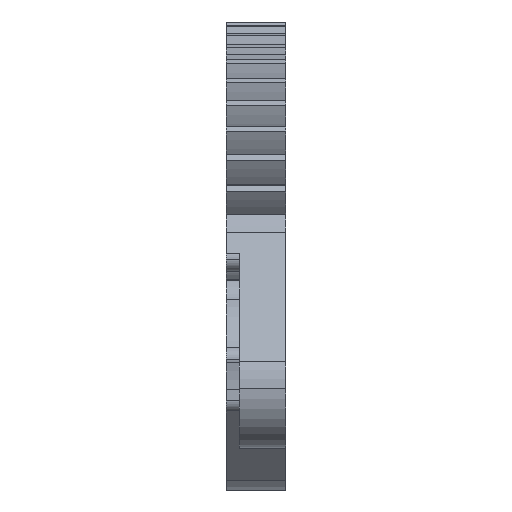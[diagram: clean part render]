
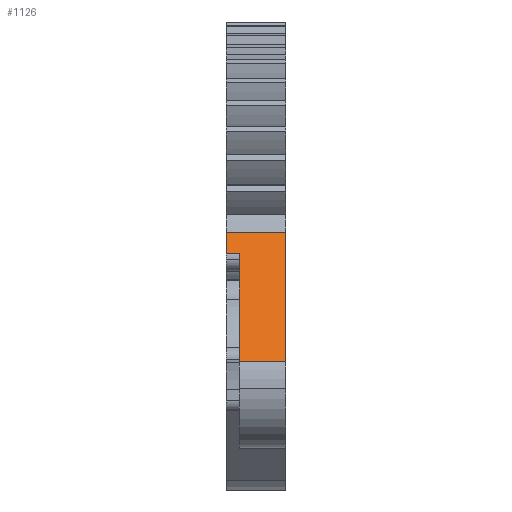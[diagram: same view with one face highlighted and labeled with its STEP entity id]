
A CAD part, top view. The second image highlights one B-rep face of the part: STEP entity #1126.
In plain terms, the highlighted planar face has unit normal (0, 0.46, 0.888).
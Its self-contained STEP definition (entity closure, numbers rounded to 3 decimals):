
#25 = VECTOR ( 'NONE', #4043, 1000. ) ;
#47 = FACE_OUTER_BOUND ( 'NONE', #4104, .T. ) ;
#75 = CARTESIAN_POINT ( 'NONE',  ( 0., 26.459, 51.049 ) ) ;
#135 = VERTEX_POINT ( 'NONE', #4878 ) ;
#195 = ORIENTED_EDGE ( 'NONE', *, *, #2738, .F. ) ;
#286 = DIRECTION ( 'NONE',  ( -1., 0., 0. ) ) ;
#333 = EDGE_CURVE ( 'NONE', #3447, #4340, #1246, .T. ) ;
#346 = DIRECTION ( 'NONE',  ( 1., 0., 0. ) ) ;
#560 = LINE ( 'NONE', #3251, #25 ) ;
#610 = VECTOR ( 'NONE', #346, 1000. ) ;
#902 = VECTOR ( 'NONE', #4306, 1000. ) ;
#980 = DIRECTION ( 'NONE',  ( 0., 0.888, -0.46 ) ) ;
#989 = CARTESIAN_POINT ( 'NONE',  ( 0., 22.797, 52.948 ) ) ;
#1126 = ADVANCED_FACE ( 'NONE', ( #47 ), #1785, .F. ) ;
#1226 = CARTESIAN_POINT ( 'NONE',  ( 10., 4.602, 62.378 ) ) ;
#1246 = LINE ( 'NONE', #2035, #902 ) ;
#1471 = ORIENTED_EDGE ( 'NONE', *, *, #333, .T. ) ;
#1549 = CARTESIAN_POINT ( 'NONE',  ( 2.2, 4.602, 62.378 ) ) ;
#1785 = PLANE ( 'NONE',  #2440 ) ;
#1804 = EDGE_CURVE ( 'NONE', #3765, #3447, #2938, .T. ) ;
#1828 = CARTESIAN_POINT ( 'NONE',  ( 10., 26.459, 51.049 ) ) ;
#1930 = EDGE_CURVE ( 'NONE', #3289, #135, #4205, .T. ) ;
#2035 = CARTESIAN_POINT ( 'NONE',  ( 0., 4.602, 62.378 ) ) ;
#2261 = LINE ( 'NONE', #3420, #610 ) ;
#2440 = AXIS2_PLACEMENT_3D ( 'NONE', #4042, #2491, #980 ) ;
#2491 = DIRECTION ( 'NONE',  ( 0., -0.46, -0.888 ) ) ;
#2534 = VECTOR ( 'NONE', #4339, 1000. ) ;
#2651 = EDGE_CURVE ( 'NONE', #4340, #135, #2261, .T. ) ;
#2738 = EDGE_CURVE ( 'NONE', #3765, #3242, #3199, .T. ) ;
#2928 = VECTOR ( 'NONE', #286, 1000. ) ;
#2938 = LINE ( 'NONE', #1828, #2928 ) ;
#2982 = ORIENTED_EDGE ( 'NONE', *, *, #4699, .F. ) ;
#3160 = DIRECTION ( 'NONE',  ( 0., 0.888, -0.46 ) ) ;
#3199 = LINE ( 'NONE', #1226, #2534 ) ;
#3242 = VERTEX_POINT ( 'NONE', #4873 ) ;
#3251 = CARTESIAN_POINT ( 'NONE',  ( 10., 4.602, 62.378 ) ) ;
#3289 = VERTEX_POINT ( 'NONE', #4224 ) ;
#3420 = CARTESIAN_POINT ( 'NONE',  ( 10., 22.797, 52.948 ) ) ;
#3437 = CARTESIAN_POINT ( 'NONE',  ( 10., 26.459, 51.049 ) ) ;
#3447 = VERTEX_POINT ( 'NONE', #75 ) ;
#3636 = VECTOR ( 'NONE', #3160, 1000. ) ;
#3765 = VERTEX_POINT ( 'NONE', #3437 ) ;
#3886 = ORIENTED_EDGE ( 'NONE', *, *, #1930, .F. ) ;
#4042 = CARTESIAN_POINT ( 'NONE',  ( 10., 4.602, 62.378 ) ) ;
#4043 = DIRECTION ( 'NONE',  ( -1., 0., 0. ) ) ;
#4104 = EDGE_LOOP ( 'NONE', ( #1471, #4790, #3886, #2982, #195, #4158 ) ) ;
#4158 = ORIENTED_EDGE ( 'NONE', *, *, #1804, .T. ) ;
#4205 = LINE ( 'NONE', #1549, #3636 ) ;
#4224 = CARTESIAN_POINT ( 'NONE',  ( 2.2, 4.602, 62.378 ) ) ;
#4306 = DIRECTION ( 'NONE',  ( 0., -0.888, 0.46 ) ) ;
#4339 = DIRECTION ( 'NONE',  ( 0., -0.888, 0.46 ) ) ;
#4340 = VERTEX_POINT ( 'NONE', #989 ) ;
#4699 = EDGE_CURVE ( 'NONE', #3242, #3289, #560, .T. ) ;
#4790 = ORIENTED_EDGE ( 'NONE', *, *, #2651, .T. ) ;
#4873 = CARTESIAN_POINT ( 'NONE',  ( 10., 4.602, 62.378 ) ) ;
#4878 = CARTESIAN_POINT ( 'NONE',  ( 2.2, 22.797, 52.948 ) ) ;
